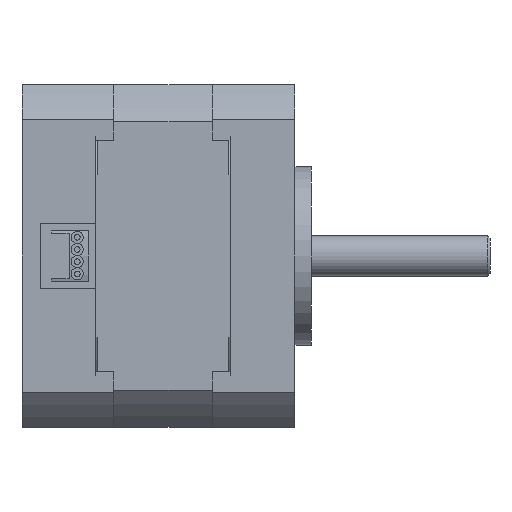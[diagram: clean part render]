
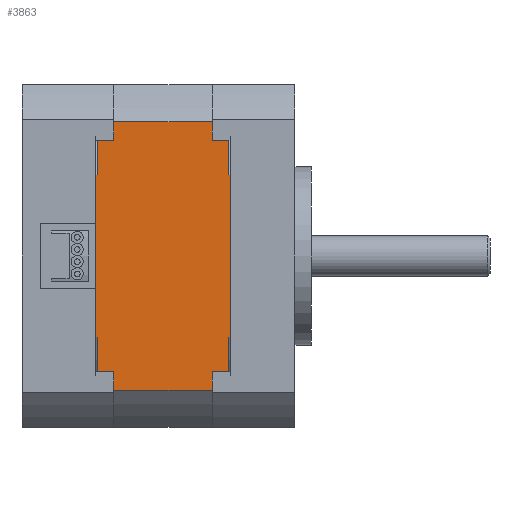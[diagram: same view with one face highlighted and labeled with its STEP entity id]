
A CAD part, front view. The second image highlights one B-rep face of the part: STEP entity #3863.
In plain terms, the highlighted face is planar.
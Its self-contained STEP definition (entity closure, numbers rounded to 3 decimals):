
#329=FACE_OUTER_BOUND('',#560,.T.);
#560=EDGE_LOOP('',(#2948,#2949,#2950,#2951,#2952,#2953,#2954,#2955,#2956,
#2957,#2958,#2959));
#790=LINE('',#6132,#1124);
#816=LINE('',#6190,#1150);
#822=LINE('',#6209,#1156);
#832=LINE('',#6232,#1166);
#836=LINE('',#6253,#1170);
#845=LINE('',#6271,#1179);
#846=LINE('',#6273,#1180);
#847=LINE('',#6274,#1181);
#848=LINE('',#6276,#1182);
#849=LINE('',#6277,#1183);
#850=LINE('',#6279,#1184);
#851=LINE('',#6280,#1185);
#1124=VECTOR('',#4927,19.993);
#1150=VECTOR('',#4975,19.993);
#1156=VECTOR('',#4993,0.2);
#1166=VECTOR('',#5009,6.532);
#1170=VECTOR('',#5031,6.532);
#1179=VECTOR('',#5048,16.1);
#1180=VECTOR('',#5051,0.2);
#1181=VECTOR('',#5052,0.2);
#1182=VECTOR('',#5053,6.532);
#1183=VECTOR('',#5054,0.2);
#1184=VECTOR('',#5055,6.532);
#1185=VECTOR('',#5056,16.1);
#1699=VERTEX_POINT('',#6117);
#1706=VERTEX_POINT('',#6130);
#1726=VERTEX_POINT('',#6187);
#1727=VERTEX_POINT('',#6189);
#1734=VERTEX_POINT('',#6207);
#1743=VERTEX_POINT('',#6229);
#1744=VERTEX_POINT('',#6231);
#1751=VERTEX_POINT('',#6250);
#1752=VERTEX_POINT('',#6252);
#1757=VERTEX_POINT('',#6269);
#1758=VERTEX_POINT('',#6275);
#1759=VERTEX_POINT('',#6278);
#2140=EDGE_CURVE('',#1699,#1706,#790,.T.);
#2168=EDGE_CURVE('',#1726,#1727,#816,.T.);
#2178=EDGE_CURVE('',#1734,#1726,#822,.T.);
#2189=EDGE_CURVE('',#1744,#1743,#832,.T.);
#2199=EDGE_CURVE('',#1752,#1751,#836,.T.);
#2210=EDGE_CURVE('',#1743,#1757,#845,.T.);
#2211=EDGE_CURVE('',#1751,#1699,#846,.T.);
#2212=EDGE_CURVE('',#1744,#1706,#847,.T.);
#2213=EDGE_CURVE('',#1758,#1757,#848,.T.);
#2214=EDGE_CURVE('',#1758,#1727,#849,.T.);
#2215=EDGE_CURVE('',#1759,#1734,#850,.T.);
#2216=EDGE_CURVE('',#1752,#1759,#851,.T.);
#2948=ORIENTED_EDGE('',*,*,#2199,.T.);
#2949=ORIENTED_EDGE('',*,*,#2211,.T.);
#2950=ORIENTED_EDGE('',*,*,#2140,.T.);
#2951=ORIENTED_EDGE('',*,*,#2212,.F.);
#2952=ORIENTED_EDGE('',*,*,#2189,.T.);
#2953=ORIENTED_EDGE('',*,*,#2210,.T.);
#2954=ORIENTED_EDGE('',*,*,#2213,.F.);
#2955=ORIENTED_EDGE('',*,*,#2214,.T.);
#2956=ORIENTED_EDGE('',*,*,#2168,.F.);
#2957=ORIENTED_EDGE('',*,*,#2178,.F.);
#2958=ORIENTED_EDGE('',*,*,#2215,.F.);
#2959=ORIENTED_EDGE('',*,*,#2216,.F.);
#3699=PLANE('',#4288);
#3863=ADVANCED_FACE('',(#329),#3699,.T.);
#4288=AXIS2_PLACEMENT_3D('',#6272,#5049,#5050);
#4927=DIRECTION('',(0.,0.,1.));
#4975=DIRECTION('',(0.,0.,1.));
#4993=DIRECTION('',(0.,1.,0.));
#5009=DIRECTION('',(0.,0.,1.));
#5031=DIRECTION('',(0.,0.,1.));
#5048=DIRECTION('',(0.,1.,0.));
#5049=DIRECTION('center_axis',(-1.,0.,0.));
#5050=DIRECTION('ref_axis',(0.,0.,1.));
#5051=DIRECTION('',(0.,-1.,0.));
#5052=DIRECTION('',(0.,-1.,0.));
#5053=DIRECTION('',(0.,0.,1.));
#5054=DIRECTION('',(0.,1.,0.));
#5055=DIRECTION('',(0.,0.,1.));
#5056=DIRECTION('',(0.,1.,0.));
#6117=CARTESIAN_POINT('',(-20.714,0.,-9.997));
#6130=CARTESIAN_POINT('',(-20.714,0.,9.997));
#6132=CARTESIAN_POINT('',(-20.714,0.,-9.997));
#6187=CARTESIAN_POINT('',(-20.714,16.5,-9.997));
#6189=CARTESIAN_POINT('',(-20.714,16.5,9.997));
#6190=CARTESIAN_POINT('',(-20.714,16.5,-9.997));
#6207=CARTESIAN_POINT('',(-20.714,16.3,-9.997));
#6209=CARTESIAN_POINT('',(-20.714,16.3,-9.997));
#6229=CARTESIAN_POINT('',(-20.714,0.2,16.528));
#6231=CARTESIAN_POINT('',(-20.714,0.2,9.997));
#6232=CARTESIAN_POINT('',(-20.714,0.2,9.997));
#6250=CARTESIAN_POINT('',(-20.714,0.2,-9.997));
#6252=CARTESIAN_POINT('',(-20.714,0.2,-16.528));
#6253=CARTESIAN_POINT('',(-20.714,0.2,-16.528));
#6269=CARTESIAN_POINT('',(-20.714,16.3,16.528));
#6271=CARTESIAN_POINT('',(-20.714,0.2,16.528));
#6272=CARTESIAN_POINT('Origin',(-20.714,0.,-16.528));
#6273=CARTESIAN_POINT('',(-20.714,0.2,-9.997));
#6274=CARTESIAN_POINT('',(-20.714,0.2,9.997));
#6275=CARTESIAN_POINT('',(-20.714,16.3,9.997));
#6276=CARTESIAN_POINT('',(-20.714,16.3,9.997));
#6277=CARTESIAN_POINT('',(-20.714,16.3,9.997));
#6278=CARTESIAN_POINT('',(-20.714,16.3,-16.528));
#6279=CARTESIAN_POINT('',(-20.714,16.3,-16.528));
#6280=CARTESIAN_POINT('',(-20.714,0.2,-16.528));
